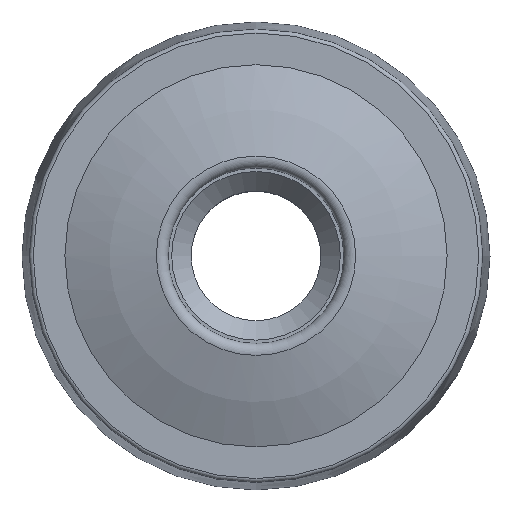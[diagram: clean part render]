
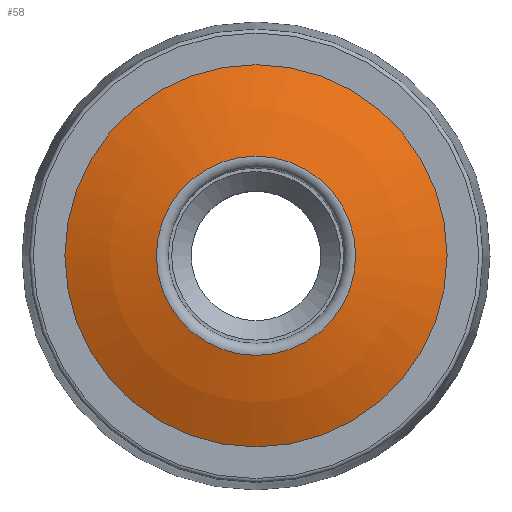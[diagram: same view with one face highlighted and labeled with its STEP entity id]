
A CAD part, top view. The second image highlights one B-rep face of the part: STEP entity #58.
In plain terms, the highlighted spherical face has radius 23.41 mm.
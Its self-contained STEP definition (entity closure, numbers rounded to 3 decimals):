
#58 = ADVANCED_FACE( '', ( #125, #126 ), #127, .T. );
#125 = FACE_OUTER_BOUND( '', #196, .T. );
#126 = FACE_OUTER_BOUND( '', #197, .T. );
#127 = SPHERICAL_SURFACE( '', #198, 23.41 );
#196 = EDGE_LOOP( '', ( #279 ) );
#197 = EDGE_LOOP( '', ( #280 ) );
#198 = AXIS2_PLACEMENT_3D( '', #281, #282, #283 );
#279 = ORIENTED_EDGE( '', *, *, #340, .T. );
#280 = ORIENTED_EDGE( '', *, *, #333, .T. );
#281 = CARTESIAN_POINT( '', ( 0., 0., -9.41 ) );
#282 = DIRECTION( '', ( 0., 0., 1. ) );
#283 = DIRECTION( '', ( 0., 1., 0. ) );
#333 = EDGE_CURVE( '', #373, #373, #374, .T. );
#340 = EDGE_CURVE( '', #384, #384, #385, .T. );
#373 = VERTEX_POINT( '', #421 );
#374 = CIRCLE( '', #422, 9.8 );
#384 = VERTEX_POINT( '', #432 );
#385 = CIRCLE( '', #433, 5.109 );
#421 = CARTESIAN_POINT( '', ( 9.8, 0., 11.85 ) );
#422 = AXIS2_PLACEMENT_3D( '', #472, #473, #474 );
#432 = CARTESIAN_POINT( '', ( -5.109, 0., 13.436 ) );
#433 = AXIS2_PLACEMENT_3D( '', #484, #485, #486 );
#472 = CARTESIAN_POINT( '', ( 0., 0., 11.85 ) );
#473 = DIRECTION( '', ( 0., 0., 1. ) );
#474 = DIRECTION( '', ( 1., 0., 0. ) );
#484 = CARTESIAN_POINT( '', ( 0., 0., 13.436 ) );
#485 = DIRECTION( '', ( 0., 0., -1. ) );
#486 = DIRECTION( '', ( -1., 0., 0. ) );
